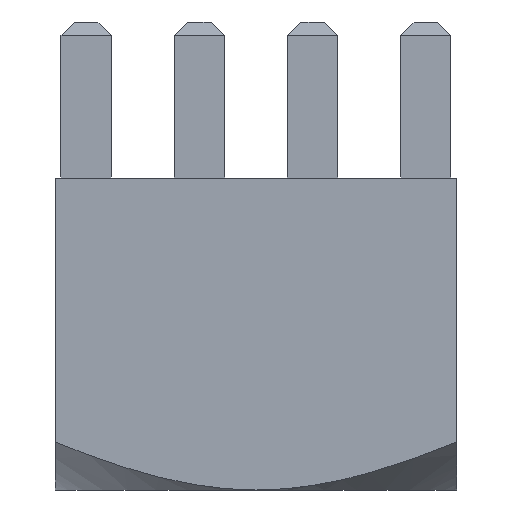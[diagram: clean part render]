
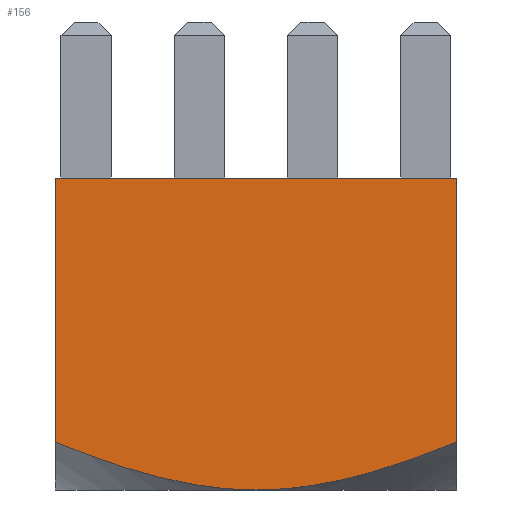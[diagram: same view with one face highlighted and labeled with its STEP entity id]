
A CAD part, left-side view. The second image highlights one B-rep face of the part: STEP entity #156.
In plain terms, the highlighted planar face has unit normal (-1, 0, 0).
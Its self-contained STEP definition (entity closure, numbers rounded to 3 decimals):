
#156 = ADVANCED_FACE ( 'NONE', ( #1252 ), #1200, .F. ) ;
#236 = CARTESIAN_POINT ( 'NONE',  ( -4.5, 0., 0. ) ) ;
#454 = CARTESIAN_POINT ( 'NONE',  ( -4.5, -4.5, 7. ) ) ;
#455 = CARTESIAN_POINT ( 'NONE',  ( -4.5, -4.5, 1.076 ) ) ;
#456 = CARTESIAN_POINT ( 'NONE',  ( -4.5, 4.5, 7. ) ) ;
#459 = CARTESIAN_POINT ( 'NONE',  ( -4.5, 4.5, 1.076 ) ) ;
#535 = VECTOR ( 'NONE', #1393, 1000. ) ;
#551 = VECTOR ( 'NONE', #1014, 1000. ) ;
#556 = VECTOR ( 'NONE', #1037, 1000. ) ;
#943 = AXIS2_PLACEMENT_3D ( 'NONE', #1227, #1219, #1193 ) ;
#1012 = LINE ( 'NONE', #1013, #551 ) ;
#1013 = CARTESIAN_POINT ( 'NONE',  ( -4.5, 4.5, 7. ) ) ;
#1014 = DIRECTION ( 'NONE',  ( 0., -1., 0. ) ) ;
#1027 = LINE ( 'NONE', #1028, #556 ) ;
#1028 = CARTESIAN_POINT ( 'NONE',  ( -4.5, 4.5, 7. ) ) ;
#1037 = DIRECTION ( 'NONE',  ( 0., 0., -1. ) ) ;
#1193 = DIRECTION ( 'NONE',  ( 0., 1., 0. ) ) ;
#1200 = PLANE ( 'NONE',  #943 ) ;
#1219 = DIRECTION ( 'NONE',  ( 1., 0., 0. ) ) ;
#1227 = CARTESIAN_POINT ( 'NONE',  ( -4.5, 4.5, 7. ) ) ;
#1252 = FACE_OUTER_BOUND ( 'NONE', #1657, .T. ) ;
#1341 = CARTESIAN_POINT ( 'NONE',  ( -4.5, 0.781, 0. ) ) ;
#1345 = CARTESIAN_POINT ( 'NONE',  ( -4.5, 0., 0. ) ) ;
#1351 = CARTESIAN_POINT ( 'NONE',  ( -4.5, 1.543, 0.121 ) ) ;
#1352 = CARTESIAN_POINT ( 'NONE',  ( -4.5, 2.667, 0.416 ) ) ;
#1353 = CARTESIAN_POINT ( 'NONE',  ( -4.5, 3.04, 0.533 ) ) ;
#1354 = CARTESIAN_POINT ( 'NONE',  ( -4.5, 3.777, 0.79 ) ) ;
#1355 = CARTESIAN_POINT ( 'NONE',  ( -4.5, 4.14, 0.929 ) ) ;
#1356 = CARTESIAN_POINT ( 'NONE',  ( -4.5, 4.5, 1.076 ) ) ;
#1390 = LINE ( 'NONE', #1392, #535 ) ;
#1392 = CARTESIAN_POINT ( 'NONE',  ( -4.5, -4.5, 7. ) ) ;
#1393 = DIRECTION ( 'NONE',  ( 0., 0., -1. ) ) ;
#1396 = CARTESIAN_POINT ( 'NONE',  ( -4.5, -3.782, 0.783 ) ) ;
#1397 = CARTESIAN_POINT ( 'NONE',  ( -4.5, -4.5, 1.076 ) ) ;
#1405 = CARTESIAN_POINT ( 'NONE',  ( -4.5, -3.047, 0.516 ) ) ;
#1406 = CARTESIAN_POINT ( 'NONE',  ( -4.5, -1.925, 0.221 ) ) ;
#1407 = CARTESIAN_POINT ( 'NONE',  ( -4.5, -1.547, 0.141 ) ) ;
#1408 = CARTESIAN_POINT ( 'NONE',  ( -4.5, -0.78, 0.03 ) ) ;
#1409 = CARTESIAN_POINT ( 'NONE',  ( -4.5, -0.388, 0. ) ) ;
#1410 = CARTESIAN_POINT ( 'NONE',  ( -4.5, 0., 0. ) ) ;
#1606 = B_SPLINE_CURVE_WITH_KNOTS ( 'NONE', 3,
 ( #1345, #1341, #1351, #1352, #1353, #1354, #1355, #1356 ),
 .UNSPECIFIED., .F., .F.,
 ( 4, 2, 2, 4 ),
 ( 0.01, 0.012, 0.013, 0.014 ),
 .UNSPECIFIED. ) ;
#1610 = B_SPLINE_CURVE_WITH_KNOTS ( 'NONE', 3,
 ( #1397, #1396, #1405, #1406, #1407, #1408, #1409, #1410 ),
 .UNSPECIFIED., .F., .F.,
 ( 4, 2, 2, 4 ),
 ( 0.005, 0.007, 0.008, 0.01 ),
 .UNSPECIFIED. ) ;
#1657 = EDGE_LOOP ( 'NONE', ( #1995, #1997, #1994, #1672, #1669 ) ) ;
#1669 = ORIENTED_EDGE ( 'NONE', *, *, #2235, .F. ) ;
#1672 = ORIENTED_EDGE ( 'NONE', *, *, #2271, .T. ) ;
#1977 = VERTEX_POINT ( 'NONE', #459 ) ;
#1980 = VERTEX_POINT ( 'NONE', #456 ) ;
#1981 = VERTEX_POINT ( 'NONE', #455 ) ;
#1982 = VERTEX_POINT ( 'NONE', #454 ) ;
#1993 = VERTEX_POINT ( 'NONE', #236 ) ;
#1994 = ORIENTED_EDGE ( 'NONE', *, *, #2265, .F. ) ;
#1995 = ORIENTED_EDGE ( 'NONE', *, *, #2250, .F. ) ;
#1997 = ORIENTED_EDGE ( 'NONE', *, *, #2247, .F. ) ;
#2235 = EDGE_CURVE ( 'NONE', #1993, #1977, #1606, .T. ) ;
#2247 = EDGE_CURVE ( 'NONE', #1982, #1981, #1390, .T. ) ;
#2250 = EDGE_CURVE ( 'NONE', #1981, #1993, #1610, .T. ) ;
#2265 = EDGE_CURVE ( 'NONE', #1980, #1982, #1012, .T. ) ;
#2271 = EDGE_CURVE ( 'NONE', #1980, #1977, #1027, .T. ) ;
